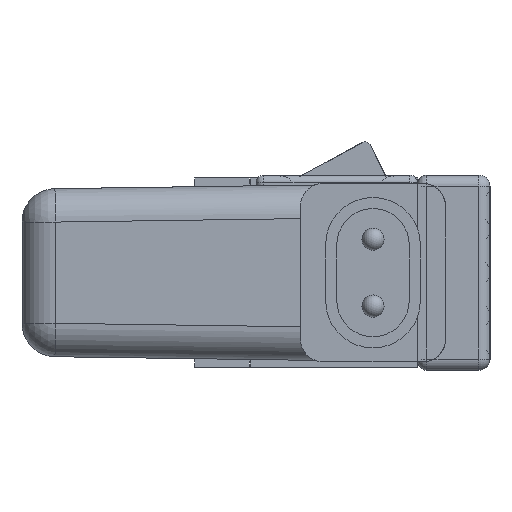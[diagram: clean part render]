
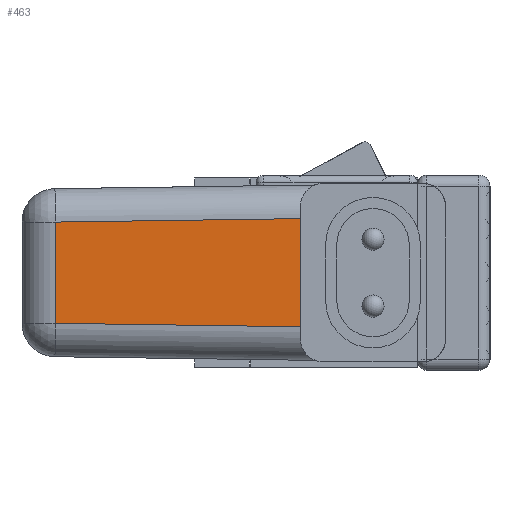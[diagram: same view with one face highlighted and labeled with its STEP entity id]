
A CAD part, left-side view. The second image highlights one B-rep face of the part: STEP entity #463.
In plain terms, the highlighted planar face has unit normal (-1, 0, 0).
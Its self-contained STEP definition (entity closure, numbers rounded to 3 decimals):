
#70 = DIRECTION ( 'NONE',  ( 0., 0., -1. ) ) ;
#390 = PLANE ( 'NONE',  #965 ) ;
#463 = ADVANCED_FACE ( 'NONE', ( #3517 ), #390, .T. ) ;
#553 = DIRECTION ( 'NONE',  ( 0., 0., -1. ) ) ;
#784 = DIRECTION ( 'NONE',  ( -1., 0., 0. ) ) ;
#882 = ORIENTED_EDGE ( 'NONE', *, *, #4486, .T. ) ;
#965 = AXIS2_PLACEMENT_3D ( 'NONE', #2063, #784, #5672 ) ;
#1212 = CARTESIAN_POINT ( 'NONE',  ( -197.5, 0.072, -5.09 ) ) ;
#1234 = VECTOR ( 'NONE', #7394, 1000. ) ;
#1282 = CARTESIAN_POINT ( 'NONE',  ( -197.5, 17., 8. ) ) ;
#1479 = EDGE_CURVE ( 'NONE', #2666, #5845, #3888, .T. ) ;
#1921 = EDGE_CURVE ( 'NONE', #4536, #2666, #5491, .T. ) ;
#2063 = CARTESIAN_POINT ( 'NONE',  ( -197.5, 0., 0. ) ) ;
#2131 = ORIENTED_EDGE ( 'NONE', *, *, #1921, .T. ) ;
#2284 = VECTOR ( 'NONE', #7259, 1000. ) ;
#2564 = CARTESIAN_POINT ( 'NONE',  ( -197.5, 0.072, 5.09 ) ) ;
#2666 = VERTEX_POINT ( 'NONE', #5854 ) ;
#2834 = LINE ( 'NONE', #2564, #1234 ) ;
#2895 = ORIENTED_EDGE ( 'NONE', *, *, #4370, .F. ) ;
#3272 = EDGE_LOOP ( 'NONE', ( #7779, #2895, #882, #2131 ) ) ;
#3517 = FACE_OUTER_BOUND ( 'NONE', #3272, .T. ) ;
#3697 = VECTOR ( 'NONE', #553, 1000. ) ;
#3888 = LINE ( 'NONE', #1212, #2284 ) ;
#4370 = EDGE_CURVE ( 'NONE', #7600, #5845, #6786, .T. ) ;
#4486 = EDGE_CURVE ( 'NONE', #7600, #4536, #2834, .T. ) ;
#4536 = VERTEX_POINT ( 'NONE', #6828 ) ;
#4764 = CARTESIAN_POINT ( 'NONE',  ( -197.5, 39., 0. ) ) ;
#5156 = CARTESIAN_POINT ( 'NONE',  ( -197.5, 17., -4.852 ) ) ;
#5491 = LINE ( 'NONE', #4764, #3697 ) ;
#5510 = CARTESIAN_POINT ( 'NONE',  ( -197.5, 17., 4.852 ) ) ;
#5672 = DIRECTION ( 'NONE',  ( 0., 0., 1. ) ) ;
#5845 = VERTEX_POINT ( 'NONE', #5156 ) ;
#5854 = CARTESIAN_POINT ( 'NONE',  ( -197.5, 39., -4.542 ) ) ;
#6611 = VECTOR ( 'NONE', #70, 1000. ) ;
#6786 = LINE ( 'NONE', #1282, #6611 ) ;
#6828 = CARTESIAN_POINT ( 'NONE',  ( -197.5, 39., 4.542 ) ) ;
#7259 = DIRECTION ( 'NONE',  ( 0., -1., -0.014 ) ) ;
#7394 = DIRECTION ( 'NONE',  ( 0., 1., -0.014 ) ) ;
#7600 = VERTEX_POINT ( 'NONE', #5510 ) ;
#7779 = ORIENTED_EDGE ( 'NONE', *, *, #1479, .T. ) ;
